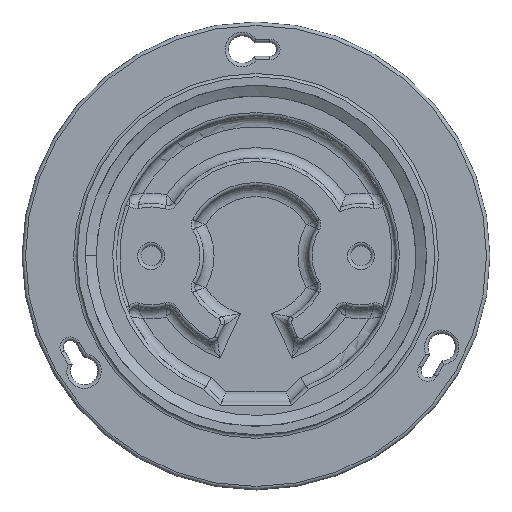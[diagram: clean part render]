
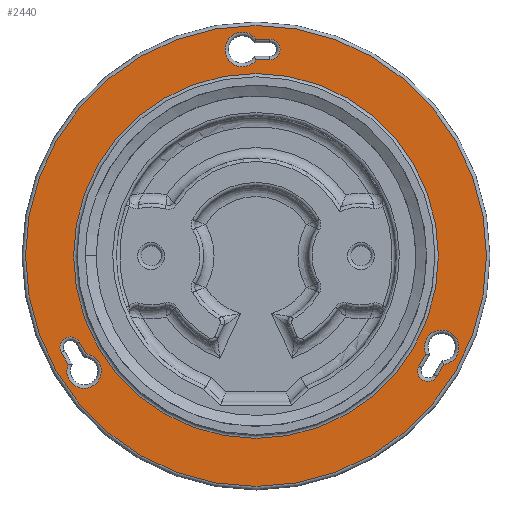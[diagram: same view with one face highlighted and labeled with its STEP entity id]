
A CAD part, top view. The second image highlights one B-rep face of the part: STEP entity #2440.
In plain terms, the highlighted planar face has unit normal (0, 0, 1).
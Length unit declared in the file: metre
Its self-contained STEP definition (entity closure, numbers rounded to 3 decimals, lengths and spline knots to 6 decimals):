
#297=LINE('',#4729,#407);
#298=LINE('',#4734,#408);
#299=LINE('',#4737,#409);
#300=LINE('',#4742,#410);
#301=LINE('',#4745,#411);
#302=LINE('',#4750,#412);
#407=VECTOR('',#3257,1.);
#408=VECTOR('',#3260,1.);
#409=VECTOR('',#3263,1.);
#410=VECTOR('',#3266,1.);
#411=VECTOR('',#3269,1.);
#412=VECTOR('',#3272,1.);
#649=ORIENTED_EDGE('',*,*,#1357,.T.);
#650=ORIENTED_EDGE('',*,*,#1358,.T.);
#651=ORIENTED_EDGE('',*,*,#1359,.T.);
#652=ORIENTED_EDGE('',*,*,#1360,.T.);
#653=ORIENTED_EDGE('',*,*,#1361,.T.);
#654=ORIENTED_EDGE('',*,*,#1362,.T.);
#655=ORIENTED_EDGE('',*,*,#1363,.T.);
#656=ORIENTED_EDGE('',*,*,#1364,.T.);
#657=ORIENTED_EDGE('',*,*,#1365,.T.);
#658=ORIENTED_EDGE('',*,*,#1366,.T.);
#659=ORIENTED_EDGE('',*,*,#1367,.T.);
#660=ORIENTED_EDGE('',*,*,#1368,.T.);
#661=ORIENTED_EDGE('',*,*,#1369,.T.);
#662=ORIENTED_EDGE('',*,*,#1370,.T.);
#1357=EDGE_CURVE('',#1716,#1716,#1873,.F.);
#1358=EDGE_CURVE('',#1717,#1718,#297,.F.);
#1359=EDGE_CURVE('',#1718,#1719,#1874,.F.);
#1360=EDGE_CURVE('',#1719,#1720,#298,.F.);
#1361=EDGE_CURVE('',#1720,#1717,#1875,.F.);
#1362=EDGE_CURVE('',#1721,#1722,#299,.F.);
#1363=EDGE_CURVE('',#1722,#1723,#1876,.F.);
#1364=EDGE_CURVE('',#1723,#1724,#300,.F.);
#1365=EDGE_CURVE('',#1724,#1721,#1877,.F.);
#1366=EDGE_CURVE('',#1725,#1726,#301,.F.);
#1367=EDGE_CURVE('',#1726,#1727,#1878,.F.);
#1368=EDGE_CURVE('',#1727,#1728,#302,.F.);
#1369=EDGE_CURVE('',#1728,#1725,#1879,.F.);
#1370=EDGE_CURVE('',#1729,#1729,#1880,.T.);
#1716=VERTEX_POINT('',#4728);
#1717=VERTEX_POINT('',#4730);
#1718=VERTEX_POINT('',#4731);
#1719=VERTEX_POINT('',#4733);
#1720=VERTEX_POINT('',#4735);
#1721=VERTEX_POINT('',#4738);
#1722=VERTEX_POINT('',#4739);
#1723=VERTEX_POINT('',#4741);
#1724=VERTEX_POINT('',#4743);
#1725=VERTEX_POINT('',#4746);
#1726=VERTEX_POINT('',#4747);
#1727=VERTEX_POINT('',#4749);
#1728=VERTEX_POINT('',#4751);
#1729=VERTEX_POINT('',#4754);
#1873=CIRCLE('',#2717,0.033135);
#1874=CIRCLE('',#2718,0.001885);
#1875=CIRCLE('',#2719,0.003135);
#1876=CIRCLE('',#2720,0.001885);
#1877=CIRCLE('',#2721,0.003135);
#1878=CIRCLE('',#2722,0.001885);
#1879=CIRCLE('',#2723,0.003135);
#1880=CIRCLE('',#2724,0.041865);
#2026=EDGE_LOOP('',(#649));
#2027=EDGE_LOOP('',(#650,#651,#652,#653));
#2028=EDGE_LOOP('',(#654,#655,#656,#657));
#2029=EDGE_LOOP('',(#658,#659,#660,#661));
#2030=EDGE_LOOP('',(#662));
#2230=FACE_BOUND('',#2026,.T.);
#2231=FACE_BOUND('',#2027,.T.);
#2232=FACE_BOUND('',#2028,.T.);
#2233=FACE_BOUND('',#2029,.T.);
#2234=FACE_BOUND('',#2030,.T.);
#2391=PLANE('',#2716);
#2440=ADVANCED_FACE('',(#2230,#2231,#2232,#2233,#2234),#2391,.T.);
#2716=AXIS2_PLACEMENT_3D('',#4726,#3253,#3254);
#2717=AXIS2_PLACEMENT_3D('',#4727,#3255,#3256);
#2718=AXIS2_PLACEMENT_3D('',#4732,#3258,#3259);
#2719=AXIS2_PLACEMENT_3D('',#4736,#3261,#3262);
#2720=AXIS2_PLACEMENT_3D('',#4740,#3264,#3265);
#2721=AXIS2_PLACEMENT_3D('',#4744,#3267,#3268);
#2722=AXIS2_PLACEMENT_3D('',#4748,#3270,#3271);
#2723=AXIS2_PLACEMENT_3D('',#4752,#3273,#3274);
#2724=AXIS2_PLACEMENT_3D('',#4753,#3275,#3276);
#3253=DIRECTION('',(0.,0.,1.));
#3254=DIRECTION('',(1.,0.,0.));
#3255=DIRECTION('',(0.,0.,1.));
#3256=DIRECTION('',(1.,0.,0.));
#3257=DIRECTION('',(-1.,0.,0.));
#3258=DIRECTION('',(0.,0.,1.));
#3259=DIRECTION('',(1.,0.,0.));
#3260=DIRECTION('',(1.,0.,0.));
#3261=DIRECTION('',(0.,0.,1.));
#3262=DIRECTION('',(1.,0.,0.));
#3263=DIRECTION('',(0.5,-0.866,0.));
#3264=DIRECTION('',(0.,0.,1.));
#3265=DIRECTION('',(1.,0.,0.));
#3266=DIRECTION('',(-0.5,0.866,0.));
#3267=DIRECTION('',(0.,0.,1.));
#3268=DIRECTION('',(1.,0.,0.));
#3269=DIRECTION('',(0.5,0.866,0.));
#3270=DIRECTION('',(0.,0.,1.));
#3271=DIRECTION('',(1.,0.,0.));
#3272=DIRECTION('',(-0.5,-0.866,0.));
#3273=DIRECTION('',(0.,0.,1.));
#3274=DIRECTION('',(1.,0.,0.));
#3275=DIRECTION('',(0.,0.,1.));
#3276=DIRECTION('',(1.,0.,0.));
#4726=CARTESIAN_POINT('',(0.,0.,-0.02777));
#4727=CARTESIAN_POINT('',(0.,0.,-0.02777));
#4728=CARTESIAN_POINT('',(0.033135,0.,-0.02777));
#4729=CARTESIAN_POINT('',(0.,0.039385,-0.02777));
#4730=CARTESIAN_POINT('',(0.000005,0.039385,-0.02777));
#4731=CARTESIAN_POINT('',(0.0025,0.039385,-0.02777));
#4732=CARTESIAN_POINT('',(0.0025,0.0375,-0.02777));
#4733=CARTESIAN_POINT('',(0.0025,0.035615,-0.02777));
#4734=CARTESIAN_POINT('',(0.,0.035615,-0.02777));
#4735=CARTESIAN_POINT('',(0.000005,0.035615,-0.02777));
#4736=CARTESIAN_POINT('',(-0.0025,0.0375,-0.02777));
#4737=CARTESIAN_POINT('',(-0.034108,-0.019693,-0.02777));
#4738=CARTESIAN_POINT('',(-0.034111,-0.019688,-0.02777));
#4739=CARTESIAN_POINT('',(-0.035358,-0.017527,-0.02777));
#4740=CARTESIAN_POINT('',(-0.033726,-0.016585,-0.02777));
#4741=CARTESIAN_POINT('',(-0.032093,-0.015642,-0.02777));
#4742=CARTESIAN_POINT('',(-0.030843,-0.017808,-0.02777));
#4743=CARTESIAN_POINT('',(-0.030846,-0.017803,-0.02777));
#4744=CARTESIAN_POINT('',(-0.031226,-0.020915,-0.02777));
#4745=CARTESIAN_POINT('',(0.034108,-0.019693,-0.02777));
#4746=CARTESIAN_POINT('',(0.034106,-0.019697,-0.02777));
#4747=CARTESIAN_POINT('',(0.032858,-0.021858,-0.02777));
#4748=CARTESIAN_POINT('',(0.031226,-0.020915,-0.02777));
#4749=CARTESIAN_POINT('',(0.029593,-0.019973,-0.02777));
#4750=CARTESIAN_POINT('',(0.030843,-0.017808,-0.02777));
#4751=CARTESIAN_POINT('',(0.030841,-0.017812,-0.02777));
#4752=CARTESIAN_POINT('',(0.033726,-0.016585,-0.02777));
#4753=CARTESIAN_POINT('',(0.,0.,-0.02777));
#4754=CARTESIAN_POINT('',(0.041865,0.,-0.02777));
